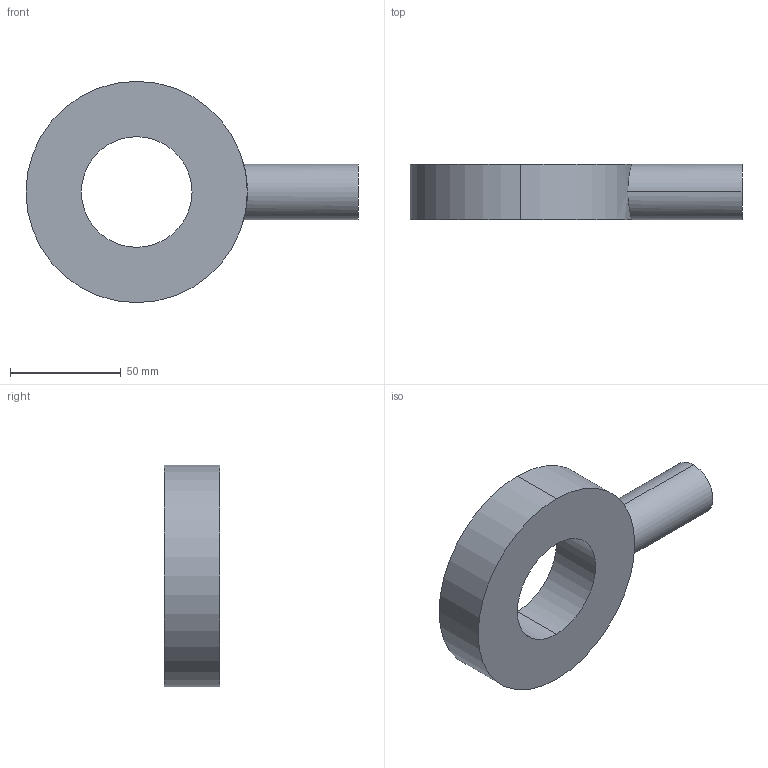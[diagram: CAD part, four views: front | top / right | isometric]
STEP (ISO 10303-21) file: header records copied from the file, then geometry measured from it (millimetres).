
FILE_DESCRIPTION (( 'STEP AP203' ), '1' );
FILE_NAME ('connector2.STEP_Default_sldprt.step_Default_sldprt.STEP', '2023-03-16T03:25:43', ( '' ), ( '' ), 'SwSTEP 2.0', 'SolidWorks 2021', '' );
FILE_SCHEMA (( 'CONFIG_CONTROL_DESIGN' ));
Length unit declared in the file: millimetre
Products named in the file (1): connector2.STEP_Default_sldprt.step_Default_sldprt
Bounding box: 150 x 25 x 100 mm (x, y, z)
Volume: 171999.1 mm3; surface area: 27547.1 mm2
Topology: 1 solids, 1 shells, 10 faces, 22 edges, 14 vertices
Faces by surface type: cylinder 7, plane 3
Entity records: 455 total; most frequent: CARTESIAN_POINT 147, DIRECTION 52, ORIENTED_EDGE 44, AXIS2_PLACEMENT_3D 23, EDGE_CURVE 22, VERTEX_POINT 14, EDGE_LOOP 12, CIRCLE 12
